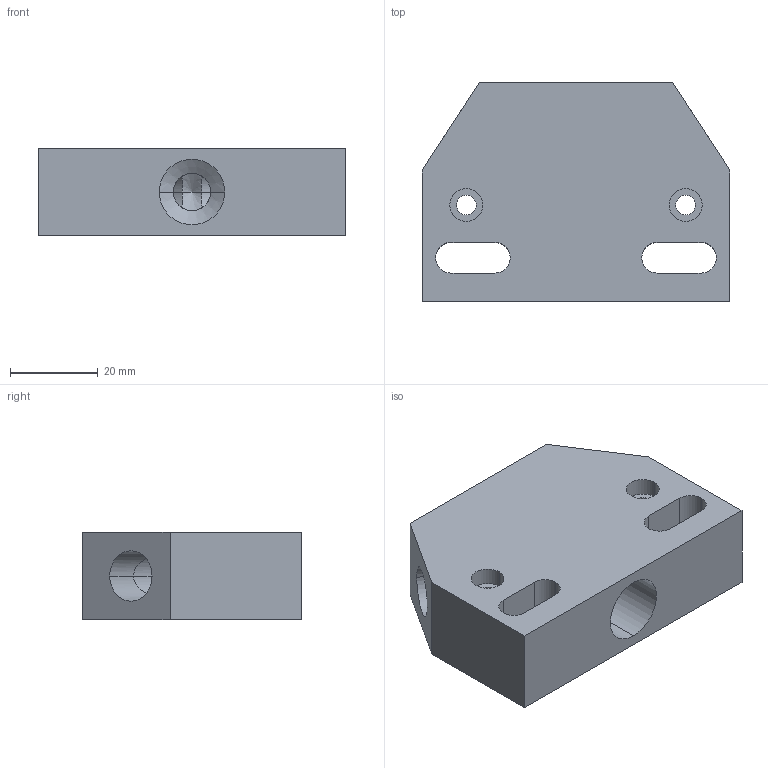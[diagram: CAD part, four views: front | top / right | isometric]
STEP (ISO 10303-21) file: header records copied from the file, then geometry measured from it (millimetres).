
FILE_DESCRIPTION(('STEP AP214'),'1');
FILE_NAME('COVAL_NVA4.stp','2017-12-27T18:46:00',('TraceParts'),('TraceParts S.A.'),'Spatial InterOp 3D',' ',' ');
FILE_SCHEMA(('automotive_design'));
Length unit declared in the file: millimetre
Products named in the file (1): COVAL_NVA4
Bounding box: 70 x 50 x 20 mm (x, y, z)
Volume: 46626.3 mm3; surface area: 16437.3 mm2
Topology: 1 solids, 1 shells, 56 faces, 158 edges, 103 vertices
Faces by surface type: cylinder 32, plane 16, cone 8
Entity records: 2420 total; most frequent: CARTESIAN_POINT 475, ORIENTED_EDGE 312, DIRECTION 310, EDGE_CURVE 156, AXIS2_PLACEMENT_3D 120, VERTEX_POINT 103, EDGE_LOOP 73, LINE 70
